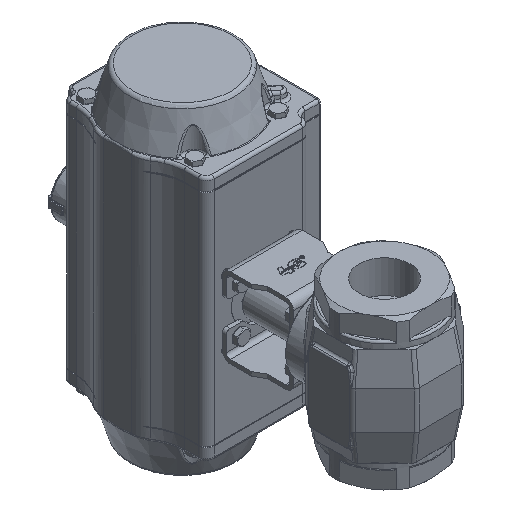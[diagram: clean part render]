
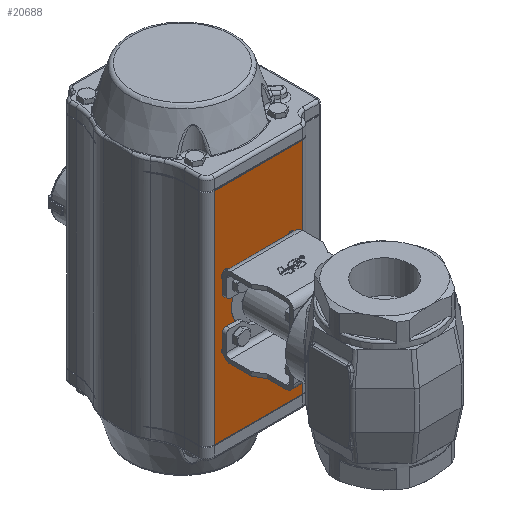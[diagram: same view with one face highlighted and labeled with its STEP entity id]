
A CAD part, isometric view. The second image highlights one B-rep face of the part: STEP entity #20688.
In plain terms, the highlighted planar face has unit normal (0, -1, 0).
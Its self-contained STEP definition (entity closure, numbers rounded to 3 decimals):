
#1601=LINE('',#41766,#2793);
#1602=LINE('',#41770,#2794);
#1603=LINE('',#41772,#2795);
#1604=LINE('',#41774,#2796);
#2793=VECTOR('',#27630,1000.);
#2794=VECTOR('',#27635,1000.);
#2795=VECTOR('',#27636,1000.);
#2796=VECTOR('',#27637,1000.);
#3862=PLANE('',#22722);
#8757=ORIENTED_EDGE('',*,*,#11887,.F.);
#8758=ORIENTED_EDGE('',*,*,#11889,.T.);
#8759=ORIENTED_EDGE('',*,*,#11890,.T.);
#8760=ORIENTED_EDGE('',*,*,#11891,.T.);
#8761=ORIENTED_EDGE('',*,*,#11184,.T.);
#8762=ORIENTED_EDGE('',*,*,#11183,.F.);
#8763=ORIENTED_EDGE('',*,*,#11181,.F.);
#8764=ORIENTED_EDGE('',*,*,#11179,.F.);
#8765=ORIENTED_EDGE('',*,*,#11177,.F.);
#8766=ORIENTED_EDGE('',*,*,#11175,.F.);
#8767=ORIENTED_EDGE('',*,*,#11173,.F.);
#8768=ORIENTED_EDGE('',*,*,#11171,.F.);
#8769=ORIENTED_EDGE('',*,*,#11169,.F.);
#11169=EDGE_CURVE('',#13320,#13320,#14485,.T.);
#11171=EDGE_CURVE('',#13323,#13323,#14487,.T.);
#11173=EDGE_CURVE('',#13326,#13326,#14489,.T.);
#11175=EDGE_CURVE('',#13329,#13329,#14491,.T.);
#11177=EDGE_CURVE('',#13332,#13332,#14493,.T.);
#11179=EDGE_CURVE('',#13335,#13335,#14495,.T.);
#11181=EDGE_CURVE('',#13338,#13338,#14497,.T.);
#11183=EDGE_CURVE('',#13341,#13341,#14499,.T.);
#11184=EDGE_CURVE('',#13342,#13342,#14500,.T.);
#11887=EDGE_CURVE('',#13801,#13802,#1601,.T.);
#11889=EDGE_CURVE('',#13801,#13803,#1602,.T.);
#11890=EDGE_CURVE('',#13803,#13804,#1603,.T.);
#11891=EDGE_CURVE('',#13804,#13802,#1604,.T.);
#13320=VERTEX_POINT('',#35561);
#13323=VERTEX_POINT('',#35568);
#13326=VERTEX_POINT('',#35575);
#13329=VERTEX_POINT('',#35582);
#13332=VERTEX_POINT('',#35589);
#13335=VERTEX_POINT('',#35596);
#13338=VERTEX_POINT('',#35603);
#13341=VERTEX_POINT('',#35610);
#13342=VERTEX_POINT('',#35613);
#13801=VERTEX_POINT('',#41765);
#13802=VERTEX_POINT('',#41767);
#13803=VERTEX_POINT('',#41771);
#13804=VERTEX_POINT('',#41773);
#14485=CIRCLE('',#22144,2.5);
#14487=CIRCLE('',#22148,2.5);
#14489=CIRCLE('',#22152,2.5);
#14491=CIRCLE('',#22156,2.5);
#14493=CIRCLE('',#22160,3.4);
#14495=CIRCLE('',#22164,3.4);
#14497=CIRCLE('',#22168,3.4);
#14499=CIRCLE('',#22172,3.4);
#14500=CIRCLE('',#22174,20.5);
#16082=EDGE_LOOP('',(#8757,#8758,#8759,#8760));
#16083=EDGE_LOOP('',(#8761));
#16084=EDGE_LOOP('',(#8762));
#16085=EDGE_LOOP('',(#8763));
#16086=EDGE_LOOP('',(#8764));
#16087=EDGE_LOOP('',(#8765));
#16088=EDGE_LOOP('',(#8766));
#16089=EDGE_LOOP('',(#8767));
#16090=EDGE_LOOP('',(#8768));
#16091=EDGE_LOOP('',(#8769));
#17461=FACE_BOUND('',#16082,.T.);
#17462=FACE_BOUND('',#16083,.T.);
#17463=FACE_BOUND('',#16084,.T.);
#17464=FACE_BOUND('',#16085,.T.);
#17465=FACE_BOUND('',#16086,.T.);
#17466=FACE_BOUND('',#16087,.T.);
#17467=FACE_BOUND('',#16088,.T.);
#17468=FACE_BOUND('',#16089,.T.);
#17469=FACE_BOUND('',#16090,.T.);
#17470=FACE_BOUND('',#16091,.T.);
#20688=ADVANCED_FACE('',(#17461,#17462,#17463,#17464,#17465,#17466,#17467,
#17468,#17469,#17470),#3862,.F.);
#22144=AXIS2_PLACEMENT_3D('',#35560,#26253,#26254);
#22148=AXIS2_PLACEMENT_3D('',#35567,#26261,#26262);
#22152=AXIS2_PLACEMENT_3D('',#35574,#26269,#26270);
#22156=AXIS2_PLACEMENT_3D('',#35581,#26277,#26278);
#22160=AXIS2_PLACEMENT_3D('',#35588,#26285,#26286);
#22164=AXIS2_PLACEMENT_3D('',#35595,#26293,#26294);
#22168=AXIS2_PLACEMENT_3D('',#35602,#26301,#26302);
#22172=AXIS2_PLACEMENT_3D('',#35609,#26309,#26310);
#22174=AXIS2_PLACEMENT_3D('',#35612,#26313,#26314);
#22722=AXIS2_PLACEMENT_3D('',#41769,#27633,#27634);
#26253=DIRECTION('',(0.,-1.,0.));
#26254=DIRECTION('',(0.,0.,-1.));
#26261=DIRECTION('',(0.,-1.,0.));
#26262=DIRECTION('',(0.,0.,-1.));
#26269=DIRECTION('',(0.,-1.,0.));
#26270=DIRECTION('',(0.,0.,-1.));
#26277=DIRECTION('',(0.,-1.,0.));
#26278=DIRECTION('',(0.,0.,-1.));
#26285=DIRECTION('',(0.,-1.,0.));
#26286=DIRECTION('',(0.,0.,-1.));
#26293=DIRECTION('',(0.,-1.,0.));
#26294=DIRECTION('',(0.,0.,-1.));
#26301=DIRECTION('',(0.,-1.,0.));
#26302=DIRECTION('',(0.,0.,-1.));
#26309=DIRECTION('',(0.,-1.,0.));
#26310=DIRECTION('',(0.,0.,-1.));
#26313=DIRECTION('',(0.,1.,0.));
#26314=DIRECTION('',(-1.,0.,0.));
#27630=DIRECTION('',(0.,0.,-1.));
#27633=DIRECTION('',(0.,1.,0.));
#27634=DIRECTION('',(1.,0.,0.));
#27635=DIRECTION('',(-1.,0.,0.));
#27636=DIRECTION('',(0.,0.,-1.));
#27637=DIRECTION('',(1.,0.,0.));
#35560=CARTESIAN_POINT('',(-17.678,-58.,-17.678));
#35561=CARTESIAN_POINT('',(-17.678,-58.,-20.178));
#35567=CARTESIAN_POINT('',(17.678,-58.,-17.678));
#35568=CARTESIAN_POINT('',(17.678,-58.,-20.178));
#35574=CARTESIAN_POINT('',(17.678,-58.,17.678));
#35575=CARTESIAN_POINT('',(17.678,-58.,15.178));
#35581=CARTESIAN_POINT('',(-17.678,-58.,17.678));
#35582=CARTESIAN_POINT('',(-17.678,-58.,15.178));
#35588=CARTESIAN_POINT('',(-24.749,-58.,-24.749));
#35589=CARTESIAN_POINT('',(-24.749,-58.,-28.149));
#35595=CARTESIAN_POINT('',(24.749,-58.,-24.749));
#35596=CARTESIAN_POINT('',(24.749,-58.,-28.149));
#35602=CARTESIAN_POINT('',(24.749,-58.,24.749));
#35603=CARTESIAN_POINT('',(24.749,-58.,21.349));
#35609=CARTESIAN_POINT('',(-24.749,-58.,24.749));
#35610=CARTESIAN_POINT('',(-24.749,-58.,21.349));
#35612=CARTESIAN_POINT('',(0.,-58.,0.));
#35613=CARTESIAN_POINT('',(-20.5,-58.,0.));
#41765=CARTESIAN_POINT('',(33.75,-58.,84.));
#41766=CARTESIAN_POINT('',(33.75,-58.,84.5));
#41767=CARTESIAN_POINT('',(33.75,-58.,-84.));
#41769=CARTESIAN_POINT('',(33.75,-58.,84.5));
#41770=CARTESIAN_POINT('',(-33.75,-58.,84.));
#41771=CARTESIAN_POINT('',(-33.75,-58.,84.));
#41772=CARTESIAN_POINT('',(-33.75,-58.,84.5));
#41773=CARTESIAN_POINT('',(-33.75,-58.,-84.));
#41774=CARTESIAN_POINT('',(33.75,-58.,-84.));
